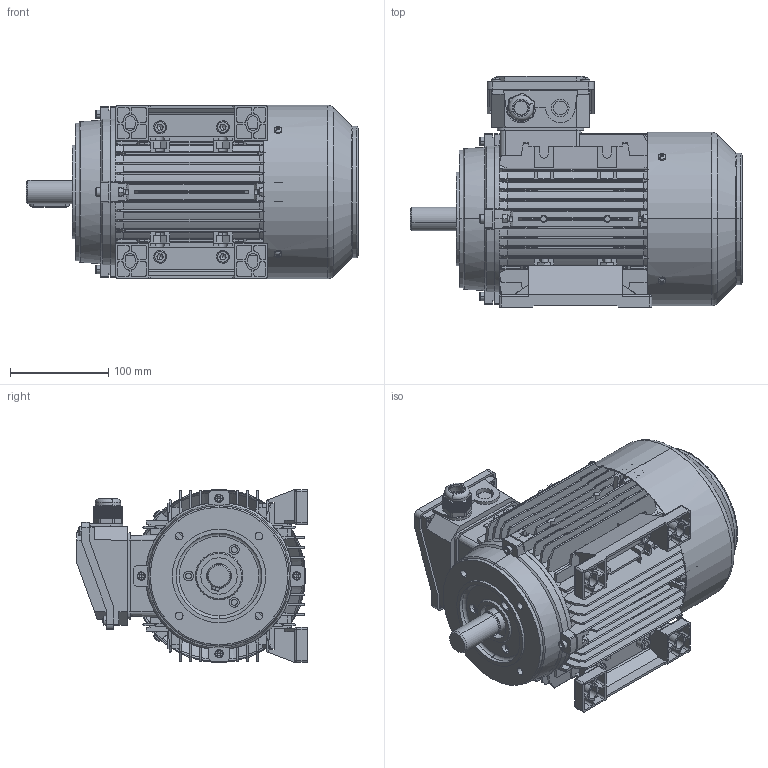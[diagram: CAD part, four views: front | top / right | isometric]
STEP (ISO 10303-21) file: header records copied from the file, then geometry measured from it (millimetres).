
FILE_DESCRIPTION (( 'STEP AP203' ), '1' );
FILE_NAME ('T90L B34蚾饜芞.STEP', '2015-04-07T06:12:34', ( 'USER' ), ( 'MS' ), 'SwSTEP 2.0', 'SolidWorks 2008', '' );
FILE_SCHEMA (( 'CONFIG_CONTROL_DESIGN' ));
Products named in the file (18): TA90后盖1_默认; T90L底脚_默认; Plain parallel keys_GB_CONNECTING_PIECE_KEYS_CSK 8X40; Hexagon nuts grade C GB_GB_FASTENER_NUT_SNC1 M5-N; Hexagon socket head cap screws GB_GB_FASTENER_SCREWS_HSHCS M8X25-N; 80-100出线螺套_默认; T90L B34蚾饜芞; T90L机壳_默认; TA90风罩_默认; 90风叶_默认; T80-90斜接线盒座_默认; TA80-90斜接线盒盖_默认; T90L转轴_默认; Hexagon nuts grade C GB_GB_FASTENER_NUT_SNC1 M8-N; Cross recessed thread forming screws GB_GB_CROSS_SCREWS_TYPE138 M5X12-N; Cross recessed thread forming screws GB_GB_CROSS_SCREWS_TYPE138 M4X12-N; Hexagon socket head cap screws GB_GB_FASTENER_SCREWS_HSHCS M5X25-N; TA90B14法兰1_默认
Assembly tree (44 placements, depth 2):
  T90L B34蚾饜芞
    T80-90斜接线盒座_默认
    T90L转轴_默认
    Hexagon socket head cap screws GB_GB_FASTENER_SCREWS_HSHCS M5X25-N  x8
    TA90风罩_默认
    Hexagon nuts grade C GB_GB_FASTENER_NUT_SNC1 M5-N  x8
    Hexagon nuts grade C GB_GB_FASTENER_NUT_SNC1 M8-N  x4
    Cross recessed thread forming screws GB_GB_CROSS_SCREWS_TYPE138 M4X12-N  x4
    Plain parallel keys_GB_CONNECTING_PIECE_KEYS_CSK 8X40
    Hexagon socket head cap screws GB_GB_FASTENER_SCREWS_HSHCS M8X25-N  x4
    90风叶_默认
    TA90后盖1_默认
    80-100出线螺套_默认
    Cross recessed thread forming screws GB_GB_CROSS_SCREWS_TYPE138 M5X12-N  x4
    TA90B14法兰1_默认
    T90L底脚_默认  x2
    TA80-90斜接线盒盖_默认
    T90L机壳_默认
Bounding box: 338 x 235 x 176.5 mm (x, y, z)
Volume: 1409202.1 mm3; surface area: 901632 mm2
Topology: 44 solids, 44 shells, 4086 faces, 10974 edges, 7044 vertices
Faces by surface type: plane 2513, cylinder 1076, cone 269, torus 154, sphere 64, bspline 10
Entity records: 115333 total; most frequent: CARTESIAN_POINT 27630, ORIENTED_EDGE 18562, DIRECTION 16750, EDGE_CURVE 9281, VERTEX_POINT 5994, VECTOR 5920, LINE 5920, AXIS2_PLACEMENT_3D 5415
